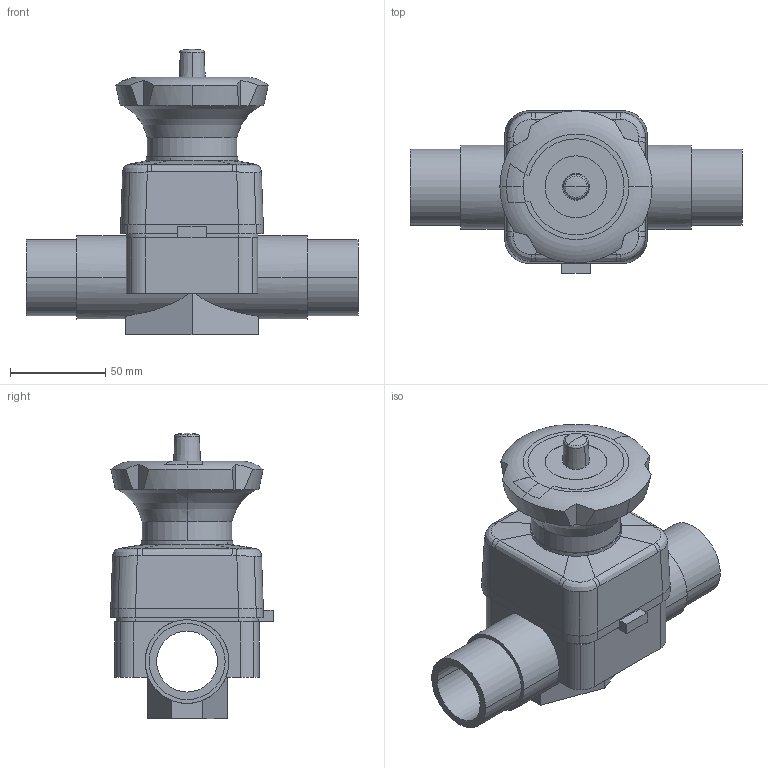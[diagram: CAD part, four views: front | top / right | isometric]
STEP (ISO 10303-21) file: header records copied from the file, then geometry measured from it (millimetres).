
FILE_DESCRIPTION(('STEP AP214'),'1');
FILE_NAME('dkdv040e.stp','2017-04-07T14:51:26',('TraceParts'),('TraceParts S.A.'),'Spatial InterOp 3D',' ',' ');
FILE_SCHEMA(('automotive_design'));
Length unit declared in the file: millimetre
Products named in the file (4): dkdv040e_1; dkdv040e_2; dkdv040e_3; dkdv040e_4
Bounding box: 174.5 x 85.4 x 149.95 mm (x, y, z)
Volume: 551867.7 mm3; surface area: 93009.8 mm2
Topology: 4 solids, 4 shells, 172 faces, 439 edges, 279 vertices
Faces by surface type: plane 71, cylinder 59, bspline 26, torus 8, cone 8
Entity records: 8153 total; most frequent: CARTESIAN_POINT 2572, ORIENTED_EDGE 874, DIRECTION 864, EDGE_CURVE 437, AXIS2_PLACEMENT_3D 339, VERTEX_POINT 279, LINE 186, VECTOR 186
